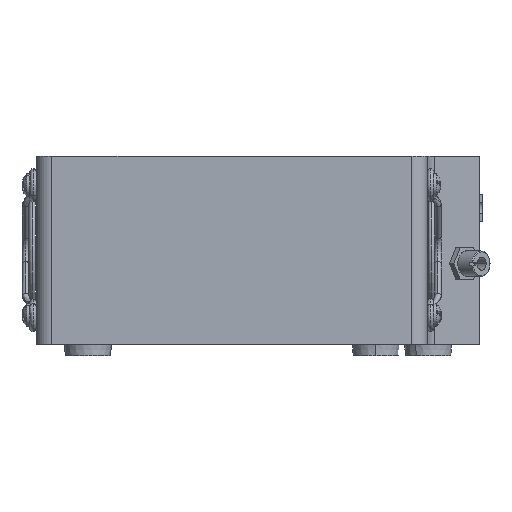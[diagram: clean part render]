
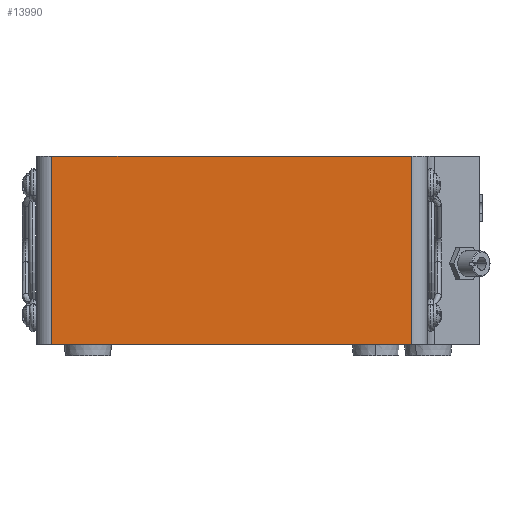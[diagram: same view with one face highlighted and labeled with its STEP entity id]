
A CAD part, left-side view. The second image highlights one B-rep face of the part: STEP entity #13990.
In plain terms, the highlighted planar face has unit normal (-1, 0, 0).
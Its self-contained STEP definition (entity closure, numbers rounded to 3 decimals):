
#1874 = ORIENTED_EDGE ( 'NONE', *, *, #27601, .T. ) ;
#3107 = CARTESIAN_POINT ( 'NONE',  ( -33.751, 92.481, -1.587 ) ) ;
#3239 = ORIENTED_EDGE ( 'NONE', *, *, #54993, .F. ) ;
#7206 = LINE ( 'NONE', #29815, #12397 ) ;
#9047 = ORIENTED_EDGE ( 'NONE', *, *, #31649, .T. ) ;
#10900 = LINE ( 'NONE', #27795, #21966 ) ;
#11775 = DIRECTION ( 'NONE',  ( 0., 0., 1. ) ) ;
#12066 = VERTEX_POINT ( 'NONE', #3107 ) ;
#12397 = VECTOR ( 'NONE', #11775, 1000. ) ;
#13005 = CARTESIAN_POINT ( 'NONE',  ( -33.751, 96.291, 44.831 ) ) ;
#13990 = ADVANCED_FACE ( 'NONE', ( #52308 ), #20267, .F. ) ;
#16941 = VERTEX_POINT ( 'NONE', #45691 ) ;
#17133 = DIRECTION ( 'NONE',  ( 0., -1., 0. ) ) ;
#17659 = LINE ( 'NONE', #21699, #52614 ) ;
#17938 = EDGE_CURVE ( 'NONE', #45157, #16941, #7206, .T. ) ;
#19480 = DIRECTION ( 'NONE',  ( 0., 0., -1. ) ) ;
#20267 = PLANE ( 'NONE',  #37858 ) ;
#21699 = CARTESIAN_POINT ( 'NONE',  ( -33.751, 96.291, 44.831 ) ) ;
#21966 = VECTOR ( 'NONE', #19480, 1000. ) ;
#27601 = EDGE_CURVE ( 'NONE', #52413, #12066, #10900, .T. ) ;
#27795 = CARTESIAN_POINT ( 'NONE',  ( -33.751, 92.481, 44.831 ) ) ;
#29815 = CARTESIAN_POINT ( 'NONE',  ( -33.751, 3.81, 44.831 ) ) ;
#30483 = DIRECTION ( 'NONE',  ( 1., 0., 0. ) ) ;
#31156 = EDGE_LOOP ( 'NONE', ( #9047, #50452, #3239, #1874 ) ) ;
#31649 = EDGE_CURVE ( 'NONE', #12066, #45157, #51564, .T. ) ;
#31757 = CARTESIAN_POINT ( 'NONE',  ( -33.751, 3.81, -1.587 ) ) ;
#37858 = AXIS2_PLACEMENT_3D ( 'NONE', #13005, #30483, #47986 ) ;
#39689 = VECTOR ( 'NONE', #46955, 1000. ) ;
#43638 = CARTESIAN_POINT ( 'NONE',  ( -33.751, 92.481, 44.831 ) ) ;
#45157 = VERTEX_POINT ( 'NONE', #31757 ) ;
#45691 = CARTESIAN_POINT ( 'NONE',  ( -33.751, 3.81, 44.831 ) ) ;
#46955 = DIRECTION ( 'NONE',  ( 0., -1., 0. ) ) ;
#47986 = DIRECTION ( 'NONE',  ( 0., 0., 1. ) ) ;
#50452 = ORIENTED_EDGE ( 'NONE', *, *, #17938, .T. ) ;
#51030 = CARTESIAN_POINT ( 'NONE',  ( -33.751, 96.291, -1.587 ) ) ;
#51564 = LINE ( 'NONE', #51030, #39689 ) ;
#52308 = FACE_OUTER_BOUND ( 'NONE', #31156, .T. ) ;
#52413 = VERTEX_POINT ( 'NONE', #43638 ) ;
#52614 = VECTOR ( 'NONE', #17133, 1000. ) ;
#54993 = EDGE_CURVE ( 'NONE', #52413, #16941, #17659, .T. ) ;
